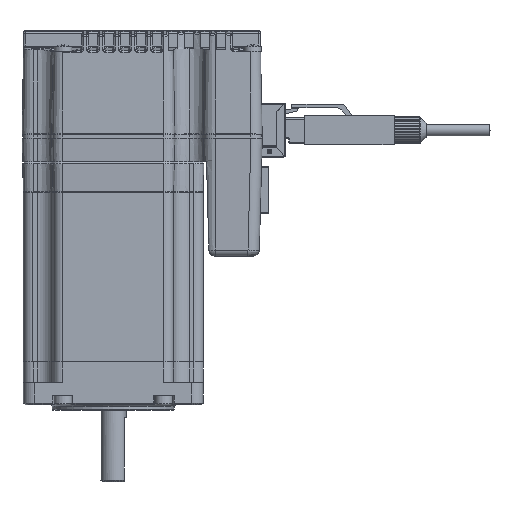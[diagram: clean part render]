
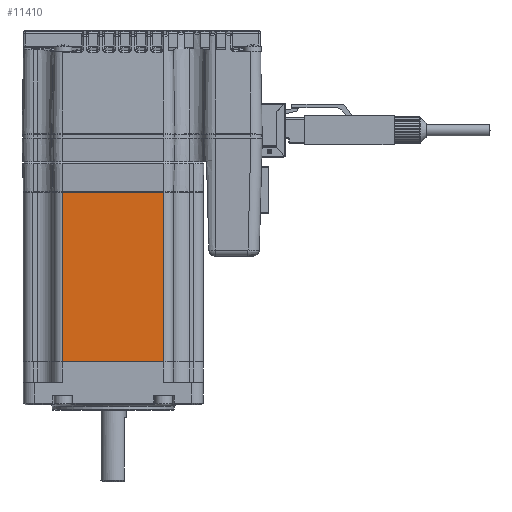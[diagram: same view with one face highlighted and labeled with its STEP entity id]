
A CAD part, left-side view. The second image highlights one B-rep face of the part: STEP entity #11410.
In plain terms, the highlighted face is planar.
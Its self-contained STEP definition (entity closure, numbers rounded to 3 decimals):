
#1674 = LINE ( 'NONE', #85281, #180388 ) ;
#10333 = CARTESIAN_POINT ( 'NONE',  ( 297.241, 143.793, 0. ) ) ;
#11410 = ADVANCED_FACE ( 'NONE', ( #73038 ), #41848, .F. ) ;
#17310 = DIRECTION ( 'NONE',  ( 0., 0., -1. ) ) ;
#18261 = EDGE_CURVE ( 'NONE', #98457, #175904, #1674, .T. ) ;
#21291 = DIRECTION ( 'NONE',  ( 0., 0., -1. ) ) ;
#22970 = AXIS2_PLACEMENT_3D ( 'NONE', #170126, #56946, #171198 ) ;
#33908 = EDGE_CURVE ( 'NONE', #34531, #98457, #86721, .T. ) ;
#34531 = VERTEX_POINT ( 'NONE', #165128 ) ;
#36138 = EDGE_CURVE ( 'NONE', #48846, #175904, #203092, .T. ) ;
#41848 = PLANE ( 'NONE',  #22970 ) ;
#47421 = CARTESIAN_POINT ( 'NONE',  ( 297.241, 143.793, 53. ) ) ;
#48846 = VERTEX_POINT ( 'NONE', #83153 ) ;
#56946 = DIRECTION ( 'NONE',  ( -1., 0., 0. ) ) ;
#59513 = VECTOR ( 'NONE', #132493, 1000. ) ;
#60851 = VECTOR ( 'NONE', #21291, 1000. ) ;
#73038 = FACE_OUTER_BOUND ( 'NONE', #130526, .T. ) ;
#82108 = DIRECTION ( 'NONE',  ( 0., 1., 0. ) ) ;
#83153 = CARTESIAN_POINT ( 'NONE',  ( 297.241, 175.393, 53. ) ) ;
#85281 = CARTESIAN_POINT ( 'NONE',  ( 297.241, 143.793, 0. ) ) ;
#86721 = LINE ( 'NONE', #47421, #110932 ) ;
#88907 = CARTESIAN_POINT ( 'NONE',  ( 297.241, 175.393, 53. ) ) ;
#98457 = VERTEX_POINT ( 'NONE', #10333 ) ;
#103431 = ORIENTED_EDGE ( 'NONE', *, *, #33908, .T. ) ;
#103886 = ORIENTED_EDGE ( 'NONE', *, *, #175944, .F. ) ;
#110932 = VECTOR ( 'NONE', #17310, 1000. ) ;
#114364 = CARTESIAN_POINT ( 'NONE',  ( 297.241, 143.793, 53. ) ) ;
#130526 = EDGE_LOOP ( 'NONE', ( #175890, #157110, #103886, #103431 ) ) ;
#132493 = DIRECTION ( 'NONE',  ( 0., 1., 0. ) ) ;
#157110 = ORIENTED_EDGE ( 'NONE', *, *, #36138, .F. ) ;
#165128 = CARTESIAN_POINT ( 'NONE',  ( 297.241, 143.793, 53. ) ) ;
#170126 = CARTESIAN_POINT ( 'NONE',  ( 297.241, 143.793, 53. ) ) ;
#171198 = DIRECTION ( 'NONE',  ( 0., 0., 1. ) ) ;
#175890 = ORIENTED_EDGE ( 'NONE', *, *, #18261, .T. ) ;
#175904 = VERTEX_POINT ( 'NONE', #210428 ) ;
#175944 = EDGE_CURVE ( 'NONE', #34531, #48846, #196542, .T. ) ;
#180388 = VECTOR ( 'NONE', #82108, 1000. ) ;
#196542 = LINE ( 'NONE', #114364, #59513 ) ;
#203092 = LINE ( 'NONE', #88907, #60851 ) ;
#210428 = CARTESIAN_POINT ( 'NONE',  ( 297.241, 175.393, 0. ) ) ;
